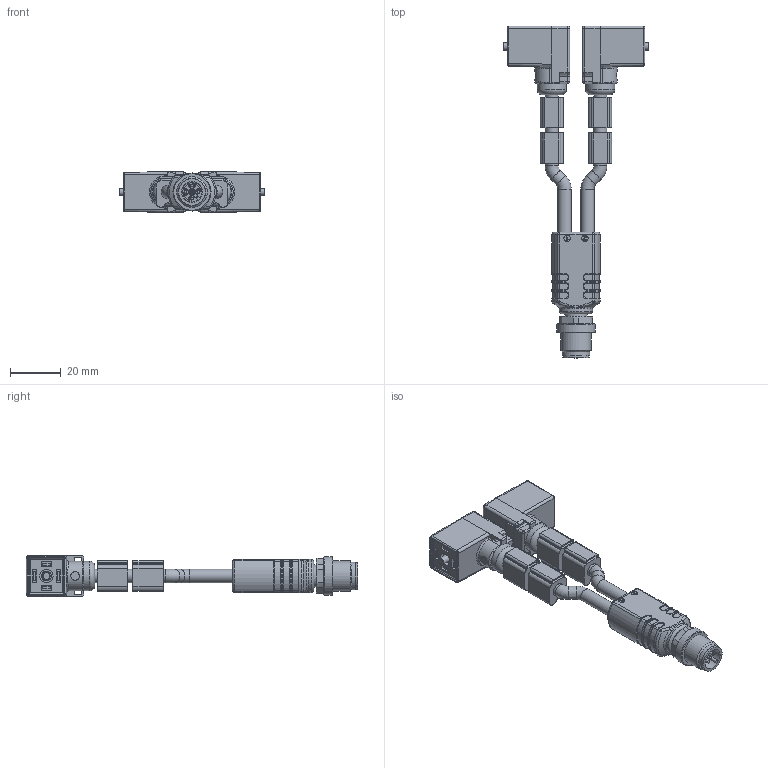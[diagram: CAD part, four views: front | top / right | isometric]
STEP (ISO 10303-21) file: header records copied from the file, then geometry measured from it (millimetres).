
FILE_DESCRIPTION(/* description */ (''),/* implementation_level */ '2;1');
FILE_NAME(/* name */ 'YK-FS5M12-VCI22-24_4_stp.stp',/* time_stamp */ '2016-11-09T09:49:45+01:00',/* author */ (''),/* organization */ (''),/* preprocessor_version */ 'ST-DEVELOPER v16',/* originating_system */ 'SIEMENS PLM Software NX 10.0',/* authorisation */ '');
FILE_SCHEMA (('AUTOMOTIVE_DESIGN { 1 0 10303 214 3 1 1 1 }'));
Length unit declared in the file: millimetre
Products named in the file (1): YK-FS5M12-VCI22-24_4_stp
Bounding box: 57.3 x 130.44 x 16 mm (x, y, z)
Volume: 28955.7 mm3; surface area: 13157.5 mm2
Topology: 1 solids, 1 shells, 962 faces, 2454 edges, 1530 vertices
Faces by surface type: plane 394, cylinder 334, torus 77, bspline 56, extrusion 53, sphere 33, cone 15
Full cylindrical faces by diameter (mm): 1 x5, 2 x1, 2.5 x4, 2.9 x2, 3.4 x2, 3.9 x2, 5.2 x12, 6 x2, 8.3 x1, 8.7 x1, 10.5 x1, 10.8 x1, 11.5 x2, 12 x1, 13 x1, 15 x1
Entity records: 31646 total; most frequent: CARTESIAN_POINT 8889, DIRECTION 4730, ORIENTED_EDGE 4672, EDGE_CURVE 2336, AXIS2_PLACEMENT_3D 1703, VERTEX_POINT 1499, VECTOR 1324, LINE 1271
